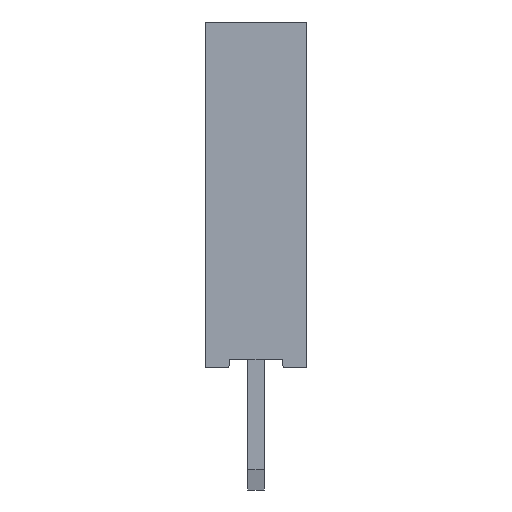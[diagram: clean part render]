
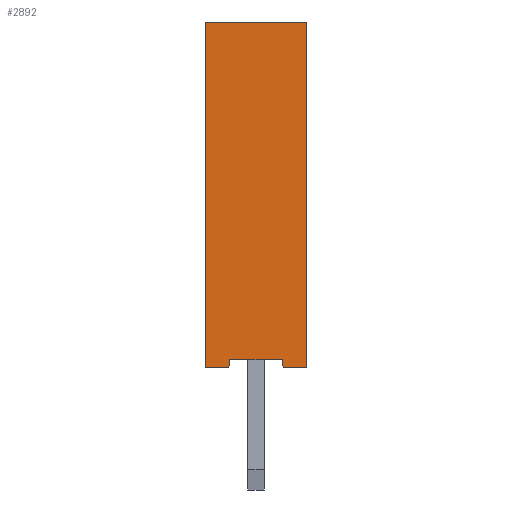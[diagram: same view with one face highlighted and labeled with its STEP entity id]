
A CAD part, front view. The second image highlights one B-rep face of the part: STEP entity #2892.
In plain terms, the highlighted planar face has unit normal (0, -1, 0).
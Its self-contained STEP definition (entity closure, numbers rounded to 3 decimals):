
#1024 = VERTEX_POINT('',#1025);
#1025 = CARTESIAN_POINT('',(-1.25,-59.69,0.));
#1031 = EDGE_CURVE('',#1032,#1024,#1034,.T.);
#1032 = VERTEX_POINT('',#1033);
#1033 = CARTESIAN_POINT('',(-0.75,-59.69,0.));
#1034 = LINE('',#1035,#1036);
#1035 = CARTESIAN_POINT('',(1.25,-59.69,0.));
#1036 = VECTOR('',#1037,1.);
#1037 = DIRECTION('',(-1.,0.,0.));
#1055 = EDGE_CURVE('',#1056,#1032,#1058,.T.);
#1056 = VERTEX_POINT('',#1057);
#1057 = CARTESIAN_POINT('',(-0.65,-59.69,0.1));
#1058 = CIRCLE('',#1059,0.1);
#1059 = AXIS2_PLACEMENT_3D('',#1060,#1061,#1062);
#1060 = CARTESIAN_POINT('',(-0.75,-59.69,0.1));
#1061 = DIRECTION('',(-0.,1.,0.));
#1062 = DIRECTION('',(1.,0.,0.));
#1080 = VERTEX_POINT('',#1081);
#1081 = CARTESIAN_POINT('',(-0.65,-59.69,0.2));
#1087 = EDGE_CURVE('',#1056,#1080,#1088,.T.);
#1088 = LINE('',#1089,#1090);
#1089 = CARTESIAN_POINT('',(-0.65,-59.69,0.1));
#1090 = VECTOR('',#1091,1.);
#1091 = DIRECTION('',(0.,0.,1.));
#1104 = VERTEX_POINT('',#1105);
#1105 = CARTESIAN_POINT('',(0.65,-59.69,0.2));
#1111 = EDGE_CURVE('',#1080,#1104,#1112,.T.);
#1112 = LINE('',#1113,#1114);
#1113 = CARTESIAN_POINT('',(0.95,-59.69,0.2));
#1114 = VECTOR('',#1115,1.);
#1115 = DIRECTION('',(1.,0.,0.));
#1944 = VERTEX_POINT('',#1945);
#1945 = CARTESIAN_POINT('',(0.65,-59.69,0.1));
#1951 = EDGE_CURVE('',#1104,#1944,#1952,.T.);
#1952 = LINE('',#1953,#1954);
#1953 = CARTESIAN_POINT('',(0.65,-59.69,0.05));
#1954 = VECTOR('',#1955,1.);
#1955 = DIRECTION('',(-0.,-0.,-1.));
#1968 = EDGE_CURVE('',#1969,#1944,#1971,.T.);
#1969 = VERTEX_POINT('',#1970);
#1970 = CARTESIAN_POINT('',(0.75,-59.69,0.));
#1971 = CIRCLE('',#1972,0.1);
#1972 = AXIS2_PLACEMENT_3D('',#1973,#1974,#1975);
#1973 = CARTESIAN_POINT('',(0.75,-59.69,0.1));
#1974 = DIRECTION('',(-0.,1.,0.));
#1975 = DIRECTION('',(1.,0.,0.));
#1993 = EDGE_CURVE('',#1994,#1969,#1996,.T.);
#1994 = VERTEX_POINT('',#1995);
#1995 = CARTESIAN_POINT('',(1.25,-59.69,0.));
#1996 = LINE('',#1997,#1998);
#1997 = CARTESIAN_POINT('',(1.25,-59.69,0.));
#1998 = VECTOR('',#1999,1.);
#1999 = DIRECTION('',(-1.,0.,0.));
#2017 = VERTEX_POINT('',#2018);
#2018 = CARTESIAN_POINT('',(1.25,-59.69,8.5));
#2024 = EDGE_CURVE('',#1994,#2017,#2025,.T.);
#2025 = LINE('',#2026,#2027);
#2026 = CARTESIAN_POINT('',(1.25,-59.69,0.));
#2027 = VECTOR('',#2028,1.);
#2028 = DIRECTION('',(0.,0.,1.));
#2041 = VERTEX_POINT('',#2042);
#2042 = CARTESIAN_POINT('',(-1.25,-59.69,8.5));
#2048 = EDGE_CURVE('',#2017,#2041,#2049,.T.);
#2049 = LINE('',#2050,#2051);
#2050 = CARTESIAN_POINT('',(1.25,-59.69,8.5));
#2051 = VECTOR('',#2052,1.);
#2052 = DIRECTION('',(-1.,0.,0.));
#2879 = EDGE_CURVE('',#1024,#2041,#2880,.T.);
#2880 = LINE('',#2881,#2882);
#2881 = CARTESIAN_POINT('',(-1.25,-59.69,0.));
#2882 = VECTOR('',#2883,1.);
#2883 = DIRECTION('',(0.,0.,1.));
#2892 = ADVANCED_FACE('',(#2893),#2905,.T.);
#2893 = FACE_BOUND('',#2894,.T.);
#2894 = EDGE_LOOP('',(#2895,#2896,#2897,#2898,#2899,#2900,#2901,#2902,
    #2903,#2904));
#2895 = ORIENTED_EDGE('',*,*,#1993,.F.);
#2896 = ORIENTED_EDGE('',*,*,#2024,.T.);
#2897 = ORIENTED_EDGE('',*,*,#2048,.T.);
#2898 = ORIENTED_EDGE('',*,*,#2879,.F.);
#2899 = ORIENTED_EDGE('',*,*,#1031,.F.);
#2900 = ORIENTED_EDGE('',*,*,#1055,.F.);
#2901 = ORIENTED_EDGE('',*,*,#1087,.T.);
#2902 = ORIENTED_EDGE('',*,*,#1111,.T.);
#2903 = ORIENTED_EDGE('',*,*,#1951,.T.);
#2904 = ORIENTED_EDGE('',*,*,#1968,.F.);
#2905 = PLANE('',#2906);
#2906 = AXIS2_PLACEMENT_3D('',#2907,#2908,#2909);
#2907 = CARTESIAN_POINT('',(1.25,-59.69,0.));
#2908 = DIRECTION('',(0.,-1.,0.));
#2909 = DIRECTION('',(-1.,0.,0.));
